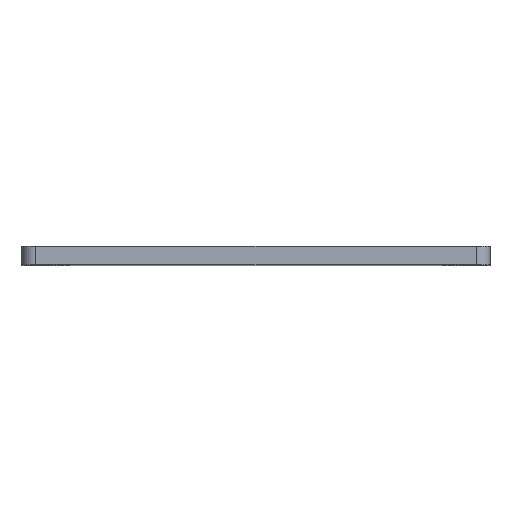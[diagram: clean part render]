
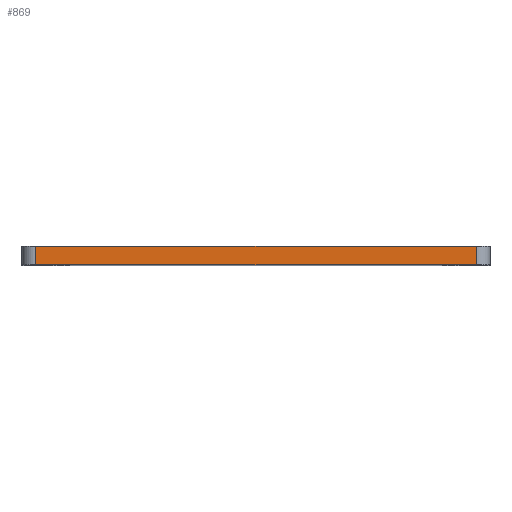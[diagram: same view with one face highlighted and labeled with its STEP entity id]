
A CAD part, top view. The second image highlights one B-rep face of the part: STEP entity #869.
In plain terms, the highlighted planar face has unit normal (0, 0, 1).
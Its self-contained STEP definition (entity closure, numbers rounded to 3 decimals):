
#72 = FACE_OUTER_BOUND ( 'NONE', #517, .T. ) ;
#114 = AXIS2_PLACEMENT_3D ( 'NONE', #1009, #1018, #1006 ) ;
#195 = DIRECTION ( 'NONE',  ( 1., 0., 0. ) ) ;
#247 = DIRECTION ( 'NONE',  ( 0., -1., 0. ) ) ;
#274 = VECTOR ( 'NONE', #843, 1000. ) ;
#278 = LINE ( 'NONE', #848, #274 ) ;
#279 = VECTOR ( 'NONE', #838, 1000. ) ;
#286 = LINE ( 'NONE', #861, #279 ) ;
#295 = CARTESIAN_POINT ( 'NONE',  ( -47.5, 4., 70.5 ) ) ;
#334 = VECTOR ( 'NONE', #195, 1000. ) ;
#338 = VECTOR ( 'NONE', #247, 1000. ) ;
#339 = LINE ( 'NONE', #295, #334 ) ;
#350 = LINE ( 'NONE', #393, #338 ) ;
#377 = EDGE_CURVE ( 'NONE', #554, #884, #350, .T. ) ;
#382 = EDGE_CURVE ( 'NONE', #885, #554, #339, .T. ) ;
#393 = CARTESIAN_POINT ( 'NONE',  ( 47.5, 4., 70.5 ) ) ;
#430 = CARTESIAN_POINT ( 'NONE',  ( 47.5, 4., 70.5 ) ) ;
#442 = ORIENTED_EDGE ( 'NONE', *, *, #454, .T. ) ;
#454 = EDGE_CURVE ( 'NONE', #881, #884, #286, .T. ) ;
#465 = EDGE_CURVE ( 'NONE', #885, #881, #278, .T. ) ;
#471 = ORIENTED_EDGE ( 'NONE', *, *, #465, .T. ) ;
#517 = EDGE_LOOP ( 'NONE', ( #442, #794, #639, #471 ) ) ;
#554 = VERTEX_POINT ( 'NONE', #430 ) ;
#639 = ORIENTED_EDGE ( 'NONE', *, *, #382, .F. ) ;
#794 = ORIENTED_EDGE ( 'NONE', *, *, #377, .F. ) ;
#838 = DIRECTION ( 'NONE',  ( 1., 0., 0. ) ) ;
#843 = DIRECTION ( 'NONE',  ( 0., -1., 0. ) ) ;
#848 = CARTESIAN_POINT ( 'NONE',  ( -47.5, 4., 70.5 ) ) ;
#861 = CARTESIAN_POINT ( 'NONE',  ( -47.5, 0., 70.5 ) ) ;
#869 = ADVANCED_FACE ( 'NONE', ( #72 ), #1022, .F. ) ;
#881 = VERTEX_POINT ( 'NONE', #1002 ) ;
#884 = VERTEX_POINT ( 'NONE', #990 ) ;
#885 = VERTEX_POINT ( 'NONE', #984 ) ;
#984 = CARTESIAN_POINT ( 'NONE',  ( -47.5, 4., 70.5 ) ) ;
#990 = CARTESIAN_POINT ( 'NONE',  ( 47.5, 0., 70.5 ) ) ;
#1002 = CARTESIAN_POINT ( 'NONE',  ( -47.5, 0., 70.5 ) ) ;
#1006 = DIRECTION ( 'NONE',  ( -1., 0., 0. ) ) ;
#1009 = CARTESIAN_POINT ( 'NONE',  ( -47.5, 4., 70.5 ) ) ;
#1018 = DIRECTION ( 'NONE',  ( 0., 0., -1. ) ) ;
#1022 = PLANE ( 'NONE',  #114 ) ;
